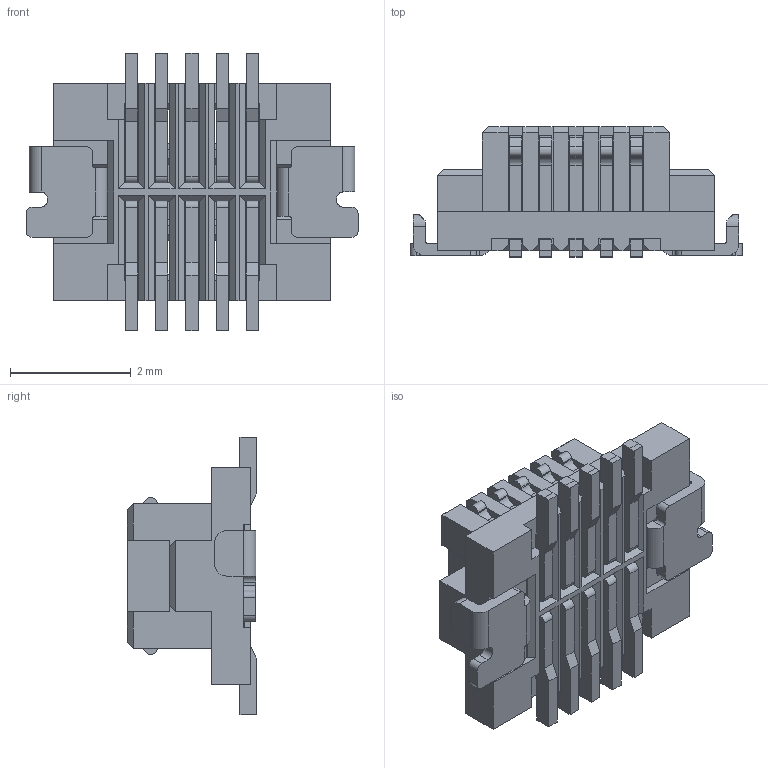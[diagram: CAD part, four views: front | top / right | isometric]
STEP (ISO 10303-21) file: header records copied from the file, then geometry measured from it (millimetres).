
FILE_DESCRIPTION((''),'2;1');
FILE_NAME('30H-10PIN-M-H_ASM','2015-10-23T',('HuangEr'),('FCI'),'PRO/ENGINEER BY PARAMETRIC TECHNOLOGY CORPORATION, 2013150','PRO/ENGINEER BY PARAMETRIC TECHNOLOGY CORPORATION, 2013150','');
FILE_SCHEMA(('AUTOMOTIVE_DESIGN { 1 0 10303 214 1 1 1 1 }'));
Length unit declared in the file: millimetre
Products named in the file (5): 30H-10PIN-M-H; 30H-M-TERMINAL; PAD1; PAD2; 30H-10PIN-M-H_ASM
Assembly tree (8 placements, depth 2):
  30H-10PIN-M-H_ASM
    30H-10PIN-M-H
    30H-M-TERMINAL  x5
    PAD1
    PAD2
Bounding box: 5.5 x 2.15 x 4.6 mm (x, y, z)
Volume: 20.7 mm3; surface area: 164.8 mm2
Topology: 13 solids, 13 shells, 706 faces, 2058 edges, 1356 vertices
Faces by surface type: plane 540, cylinder 166
Entity records: 14985 total; most frequent: CARTESIAN_POINT 2448, ORIENTED_EDGE 2340, DIRECTION 2088, EDGE_CURVE 1170, VECTOR 1046, LINE 1046, VERTEX_POINT 764, AXIS2_PLACEMENT_3D 521
